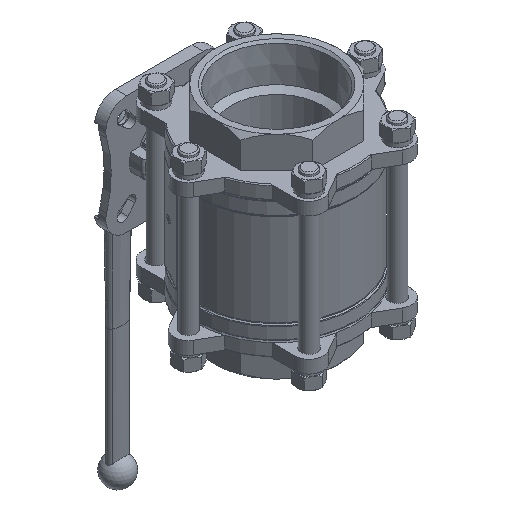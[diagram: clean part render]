
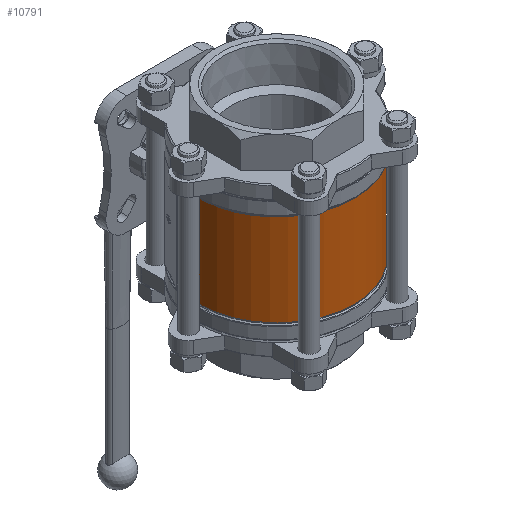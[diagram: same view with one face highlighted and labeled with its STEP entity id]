
A CAD part, isometric view. The second image highlights one B-rep face of the part: STEP entity #10791.
In plain terms, the highlighted cylindrical face has radius 82 mm (diameter 164 mm), a partial arc.
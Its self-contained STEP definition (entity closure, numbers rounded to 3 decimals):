
#134=LINE('',#16985,#734);
#135=LINE('',#16989,#735);
#734=VECTOR('',#13206,1000.);
#735=VECTOR('',#13209,1000.);
#1287=CYLINDRICAL_SURFACE('',#11649,82.);
#1868=CIRCLE('',#11650,82.);
#1869=CIRCLE('',#11651,82.);
#2697=ORIENTED_EDGE('',*,*,#5917,.T.);
#2698=ORIENTED_EDGE('',*,*,#5918,.T.);
#2699=ORIENTED_EDGE('',*,*,#5919,.F.);
#2700=ORIENTED_EDGE('',*,*,#5920,.F.);
#5917=EDGE_CURVE('',#7494,#7495,#1868,.T.);
#5918=EDGE_CURVE('',#7495,#7496,#134,.T.);
#5919=EDGE_CURVE('',#7497,#7496,#1869,.T.);
#5920=EDGE_CURVE('',#7494,#7497,#135,.T.);
#7494=VERTEX_POINT('',#16983);
#7495=VERTEX_POINT('',#16984);
#7496=VERTEX_POINT('',#16986);
#7497=VERTEX_POINT('',#16988);
#8889=EDGE_LOOP('',(#2697,#2698,#2699,#2700));
#9754=FACE_BOUND('',#8889,.T.);
#10791=ADVANCED_FACE('',(#9754),#1287,.T.);
#11649=AXIS2_PLACEMENT_3D('',#16981,#13202,#13203);
#11650=AXIS2_PLACEMENT_3D('',#16982,#13204,#13205);
#11651=AXIS2_PLACEMENT_3D('',#16987,#13207,#13208);
#13202=DIRECTION('',(0.,0.,-1.));
#13203=DIRECTION('',(-1.,0.,0.));
#13204=DIRECTION('',(0.,0.,-1.));
#13205=DIRECTION('',(-1.,0.,0.));
#13206=DIRECTION('',(0.,0.,-1.));
#13207=DIRECTION('',(0.,0.,-1.));
#13208=DIRECTION('',(-1.,0.,0.));
#13209=DIRECTION('',(0.,0.,-1.));
#16981=CARTESIAN_POINT('',(0.,0.,-79.));
#16982=CARTESIAN_POINT('',(0.,0.,48.386));
#16983=CARTESIAN_POINT('',(78.389,24.066,48.386));
#16984=CARTESIAN_POINT('',(-78.389,24.066,48.386));
#16985=CARTESIAN_POINT('',(-78.389,24.066,63.5));
#16986=CARTESIAN_POINT('',(-78.389,24.066,-48.386));
#16987=CARTESIAN_POINT('',(0.,0.,-48.386));
#16988=CARTESIAN_POINT('',(78.389,24.066,-48.386));
#16989=CARTESIAN_POINT('',(78.389,24.066,63.5));
